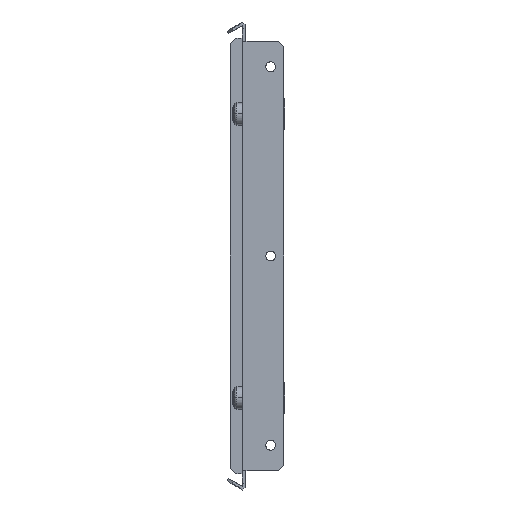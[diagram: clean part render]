
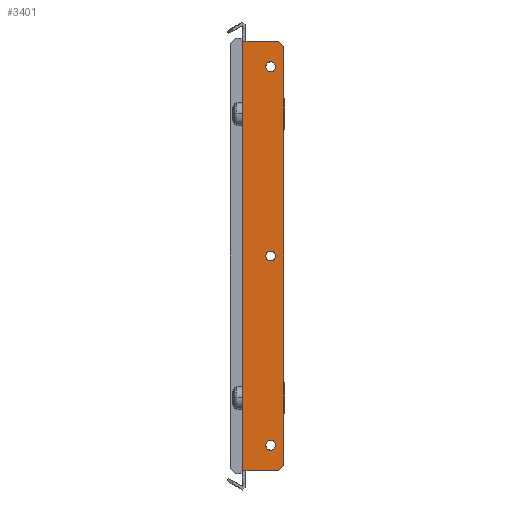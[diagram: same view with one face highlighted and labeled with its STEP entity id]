
A CAD part, front view. The second image highlights one B-rep face of the part: STEP entity #3401.
In plain terms, the highlighted planar face has unit normal (0, -1, 0).
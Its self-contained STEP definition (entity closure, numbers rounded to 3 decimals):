
#62 = FACE_BOUND ( 'NONE', #871, .T. ) ;
#86 = VECTOR ( 'NONE', #2382, 1000. ) ;
#377 = DIRECTION ( 'NONE',  ( 0., 0., -1. ) ) ;
#457 = LINE ( 'NONE', #3428, #86 ) ;
#478 = CARTESIAN_POINT ( 'NONE',  ( 12., -2.5, -100. ) ) ;
#484 = AXIS2_PLACEMENT_3D ( 'NONE', #7900, #6890, #3071 ) ;
#562 = VECTOR ( 'NONE', #1072, 1000. ) ;
#564 = VERTEX_POINT ( 'NONE', #9129 ) ;
#586 = VECTOR ( 'NONE', #4284, 1000. ) ;
#587 = ORIENTED_EDGE ( 'NONE', *, *, #2748, .F. ) ;
#607 = ORIENTED_EDGE ( 'NONE', *, *, #3122, .T. ) ;
#619 = EDGE_LOOP ( 'NONE', ( #1442, #8603, #1335, #657, #607, #2174, #7869, #9931 ) ) ;
#657 = ORIENTED_EDGE ( 'NONE', *, *, #1098, .T. ) ;
#856 = VERTEX_POINT ( 'NONE', #4029 ) ;
#871 = EDGE_LOOP ( 'NONE', ( #2965, #587 ) ) ;
#895 = DIRECTION ( 'NONE',  ( -1., 0., 0. ) ) ;
#929 = CIRCLE ( 'NONE', #2187, 2.6 ) ;
#1072 = DIRECTION ( 'NONE',  ( -0.707, 0., 0.707 ) ) ;
#1098 = EDGE_CURVE ( 'NONE', #6546, #1484, #8562, .T. ) ;
#1237 = DIRECTION ( 'NONE',  ( 1., 0., 0. ) ) ;
#1311 = ORIENTED_EDGE ( 'NONE', *, *, #6252, .F. ) ;
#1319 = EDGE_CURVE ( 'NONE', #7173, #6546, #457, .T. ) ;
#1330 = DIRECTION ( 'NONE',  ( 0.707, 0., 0.707 ) ) ;
#1335 = ORIENTED_EDGE ( 'NONE', *, *, #1319, .T. ) ;
#1406 = CARTESIAN_POINT ( 'NONE',  ( 19., -2.5, -110.5 ) ) ;
#1442 = ORIENTED_EDGE ( 'NONE', *, *, #7790, .T. ) ;
#1467 = CARTESIAN_POINT ( 'NONE',  ( 12., -2.5, 0. ) ) ;
#1484 = VERTEX_POINT ( 'NONE', #3292 ) ;
#1710 = LINE ( 'NONE', #3339, #4125 ) ;
#1720 = AXIS2_PLACEMENT_3D ( 'NONE', #6097, #5390, #7696 ) ;
#1890 = CARTESIAN_POINT ( 'NONE',  ( 9.4, -2.5, 0. ) ) ;
#2099 = VERTEX_POINT ( 'NONE', #9102 ) ;
#2174 = ORIENTED_EDGE ( 'NONE', *, *, #2672, .T. ) ;
#2187 = AXIS2_PLACEMENT_3D ( 'NONE', #1467, #6151, #6202 ) ;
#2195 = DIRECTION ( 'NONE',  ( 0., -1., 0. ) ) ;
#2256 = VECTOR ( 'NONE', #3584, 1000. ) ;
#2272 = CARTESIAN_POINT ( 'NONE',  ( -0.5, -2.5, 113.5 ) ) ;
#2314 = FACE_OUTER_BOUND ( 'NONE', #619, .T. ) ;
#2382 = DIRECTION ( 'NONE',  ( 0., 0., 1. ) ) ;
#2443 = EDGE_CURVE ( 'NONE', #2654, #7429, #3324, .T. ) ;
#2654 = VERTEX_POINT ( 'NONE', #7354 ) ;
#2672 = EDGE_CURVE ( 'NONE', #8230, #2099, #8108, .T. ) ;
#2699 = VECTOR ( 'NONE', #7730, 1000. ) ;
#2729 = VECTOR ( 'NONE', #1330, 1000. ) ;
#2748 = EDGE_CURVE ( 'NONE', #4401, #5386, #929, .T. ) ;
#2823 = AXIS2_PLACEMENT_3D ( 'NONE', #6116, #5407, #895 ) ;
#2879 = VERTEX_POINT ( 'NONE', #7726 ) ;
#2965 = ORIENTED_EDGE ( 'NONE', *, *, #8717, .F. ) ;
#3017 = FACE_BOUND ( 'NONE', #7793, .T. ) ;
#3071 = DIRECTION ( 'NONE',  ( -1., 0., 0. ) ) ;
#3122 = EDGE_CURVE ( 'NONE', #1484, #8230, #1710, .T. ) ;
#3292 = CARTESIAN_POINT ( 'NONE',  ( 16., -2.5, 113.5 ) ) ;
#3324 = CIRCLE ( 'NONE', #2823, 2.6 ) ;
#3339 = CARTESIAN_POINT ( 'NONE',  ( 0., -2.5, 113.5 ) ) ;
#3401 = ADVANCED_FACE ( 'NONE', ( #3017, #9223, #62, #2314 ), #5278, .F. ) ;
#3428 = CARTESIAN_POINT ( 'NONE',  ( 19., -2.5, 0. ) ) ;
#3543 = LINE ( 'NONE', #9754, #2256 ) ;
#3584 = DIRECTION ( 'NONE',  ( -1., 0., 0. ) ) ;
#3807 = CIRCLE ( 'NONE', #4307, 2.6 ) ;
#3900 = CARTESIAN_POINT ( 'NONE',  ( 14.6, -2.5, 0. ) ) ;
#4029 = CARTESIAN_POINT ( 'NONE',  ( 16., -2.5, -113.5 ) ) ;
#4125 = VECTOR ( 'NONE', #6412, 1000. ) ;
#4227 = EDGE_CURVE ( 'NONE', #2879, #9363, #3807, .T. ) ;
#4284 = DIRECTION ( 'NONE',  ( -1., 0., 0. ) ) ;
#4307 = AXIS2_PLACEMENT_3D ( 'NONE', #8229, #2195, #5260 ) ;
#4401 = VERTEX_POINT ( 'NONE', #3900 ) ;
#4491 = CIRCLE ( 'NONE', #9188, 2.6 ) ;
#4504 = CARTESIAN_POINT ( 'NONE',  ( 19., -2.5, -110.5 ) ) ;
#4666 = ORIENTED_EDGE ( 'NONE', *, *, #4888, .F. ) ;
#4880 = CARTESIAN_POINT ( 'NONE',  ( 16., -2.5, 113.5 ) ) ;
#4888 = EDGE_CURVE ( 'NONE', #7429, #2654, #6717, .T. ) ;
#4962 = VECTOR ( 'NONE', #377, 1000. ) ;
#5167 = CARTESIAN_POINT ( 'NONE',  ( 14.6, -2.5, -100. ) ) ;
#5184 = EDGE_CURVE ( 'NONE', #2099, #564, #9539, .T. ) ;
#5260 = DIRECTION ( 'NONE',  ( 1., 0., 0. ) ) ;
#5278 = PLANE ( 'NONE',  #1720 ) ;
#5386 = VERTEX_POINT ( 'NONE', #1890 ) ;
#5390 = DIRECTION ( 'NONE',  ( 0., 1., 0. ) ) ;
#5407 = DIRECTION ( 'NONE',  ( 0., -1., 0. ) ) ;
#5473 = LINE ( 'NONE', #6931, #2699 ) ;
#5588 = VERTEX_POINT ( 'NONE', #7550 ) ;
#5618 = CARTESIAN_POINT ( 'NONE',  ( 14.6, -2.5, 100. ) ) ;
#5945 = CARTESIAN_POINT ( 'NONE',  ( -0.5, -2.5, 113.5 ) ) ;
#6097 = CARTESIAN_POINT ( 'NONE',  ( 0., -2.5, 0. ) ) ;
#6116 = CARTESIAN_POINT ( 'NONE',  ( 12., -2.5, -100. ) ) ;
#6151 = DIRECTION ( 'NONE',  ( 0., -1., 0. ) ) ;
#6202 = DIRECTION ( 'NONE',  ( -1., 0., 0. ) ) ;
#6252 = EDGE_CURVE ( 'NONE', #9363, #2879, #4491, .T. ) ;
#6342 = ORIENTED_EDGE ( 'NONE', *, *, #2443, .F. ) ;
#6412 = DIRECTION ( 'NONE',  ( -1., 0., 0. ) ) ;
#6546 = VERTEX_POINT ( 'NONE', #8310 ) ;
#6649 = DIRECTION ( 'NONE',  ( -1., 0., 0. ) ) ;
#6717 = CIRCLE ( 'NONE', #9151, 2.6 ) ;
#6798 = EDGE_LOOP ( 'NONE', ( #4666, #6342 ) ) ;
#6812 = LINE ( 'NONE', #4504, #2729 ) ;
#6890 = DIRECTION ( 'NONE',  ( 0., -1., 0. ) ) ;
#6931 = CARTESIAN_POINT ( 'NONE',  ( 0., -2.5, -113.5 ) ) ;
#7173 = VERTEX_POINT ( 'NONE', #1406 ) ;
#7236 = CIRCLE ( 'NONE', #484, 2.6 ) ;
#7354 = CARTESIAN_POINT ( 'NONE',  ( 9.4, -2.5, -100. ) ) ;
#7429 = VERTEX_POINT ( 'NONE', #5167 ) ;
#7550 = CARTESIAN_POINT ( 'NONE',  ( -0.5, -2.5, -113.5 ) ) ;
#7696 = DIRECTION ( 'NONE',  ( -1., 0., 0. ) ) ;
#7726 = CARTESIAN_POINT ( 'NONE',  ( 9.4, -2.5, 100. ) ) ;
#7730 = DIRECTION ( 'NONE',  ( 1., 0., 0. ) ) ;
#7790 = EDGE_CURVE ( 'NONE', #5588, #856, #5473, .T. ) ;
#7793 = EDGE_LOOP ( 'NONE', ( #1311, #8821 ) ) ;
#7859 = CARTESIAN_POINT ( 'NONE',  ( -3., -2.5, 0. ) ) ;
#7869 = ORIENTED_EDGE ( 'NONE', *, *, #5184, .T. ) ;
#7900 = CARTESIAN_POINT ( 'NONE',  ( 12., -2.5, 0. ) ) ;
#8108 = LINE ( 'NONE', #5945, #586 ) ;
#8229 = CARTESIAN_POINT ( 'NONE',  ( 12., -2.5, 100. ) ) ;
#8230 = VERTEX_POINT ( 'NONE', #2272 ) ;
#8310 = CARTESIAN_POINT ( 'NONE',  ( 19., -2.5, 110.5 ) ) ;
#8562 = LINE ( 'NONE', #4880, #562 ) ;
#8603 = ORIENTED_EDGE ( 'NONE', *, *, #9071, .T. ) ;
#8717 = EDGE_CURVE ( 'NONE', #5386, #4401, #7236, .T. ) ;
#8821 = ORIENTED_EDGE ( 'NONE', *, *, #4227, .F. ) ;
#8922 = DIRECTION ( 'NONE',  ( 0., -1., 0. ) ) ;
#8937 = CARTESIAN_POINT ( 'NONE',  ( 12., -2.5, 100. ) ) ;
#9033 = EDGE_CURVE ( 'NONE', #5588, #564, #3543, .T. ) ;
#9071 = EDGE_CURVE ( 'NONE', #856, #7173, #6812, .T. ) ;
#9102 = CARTESIAN_POINT ( 'NONE',  ( -3., -2.5, 113.5 ) ) ;
#9129 = CARTESIAN_POINT ( 'NONE',  ( -3., -2.5, -113.5 ) ) ;
#9151 = AXIS2_PLACEMENT_3D ( 'NONE', #478, #8922, #6649 ) ;
#9188 = AXIS2_PLACEMENT_3D ( 'NONE', #8937, #9761, #1237 ) ;
#9223 = FACE_BOUND ( 'NONE', #6798, .T. ) ;
#9363 = VERTEX_POINT ( 'NONE', #5618 ) ;
#9539 = LINE ( 'NONE', #7859, #4962 ) ;
#9754 = CARTESIAN_POINT ( 'NONE',  ( 0., -2.5, -113.5 ) ) ;
#9761 = DIRECTION ( 'NONE',  ( 0., -1., 0. ) ) ;
#9931 = ORIENTED_EDGE ( 'NONE', *, *, #9033, .F. ) ;
